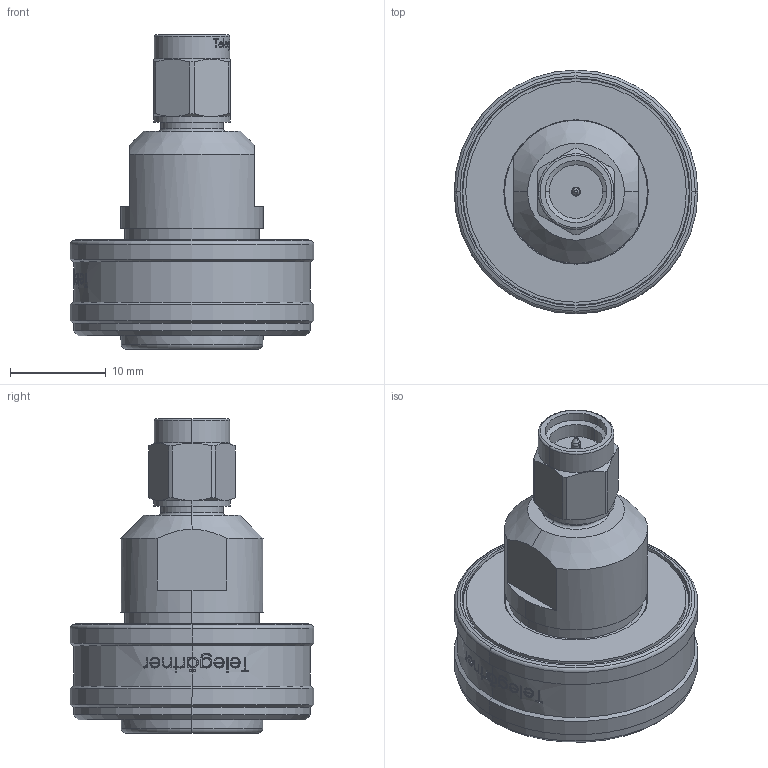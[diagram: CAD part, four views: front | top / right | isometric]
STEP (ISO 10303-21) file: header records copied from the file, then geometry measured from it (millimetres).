
FILE_DESCRIPTION (( 'STEP AP214' ), '1' );
FILE_NAME ('J01443A0015.STEP', '2019-11-28T12:38:59', ( '' ), ( '' ), 'SwSTEP 2.0', 'SolidWorks 2018', '' );
FILE_SCHEMA (( 'AUTOMOTIVE_DESIGN' ));
Length unit declared in the file: millimetre
Products named in the file (1): J01443A0015
Bounding box: 25.4 x 25.4 x 32.75 mm (x, y, z)
Volume: 6584.1 mm3; surface area: 3125.3 mm2
Topology: 1 solids, 1 shells, 638 faces, 1710 edges, 1120 vertices
Faces by surface type: bspline 336, plane 164, cylinder 86, cone 36, torus 16
Entity records: 34671 total; most frequent: CARTESIAN_POINT 14698, ORIENTED_EDGE 3420, EDGE_CURVE 1710, DIRECTION 1474, B_SPLINE_CURVE_WITH_KNOTS 1130, VERTEX_POINT 1120, EDGE_LOOP 684, ADVANCED_FACE 638
